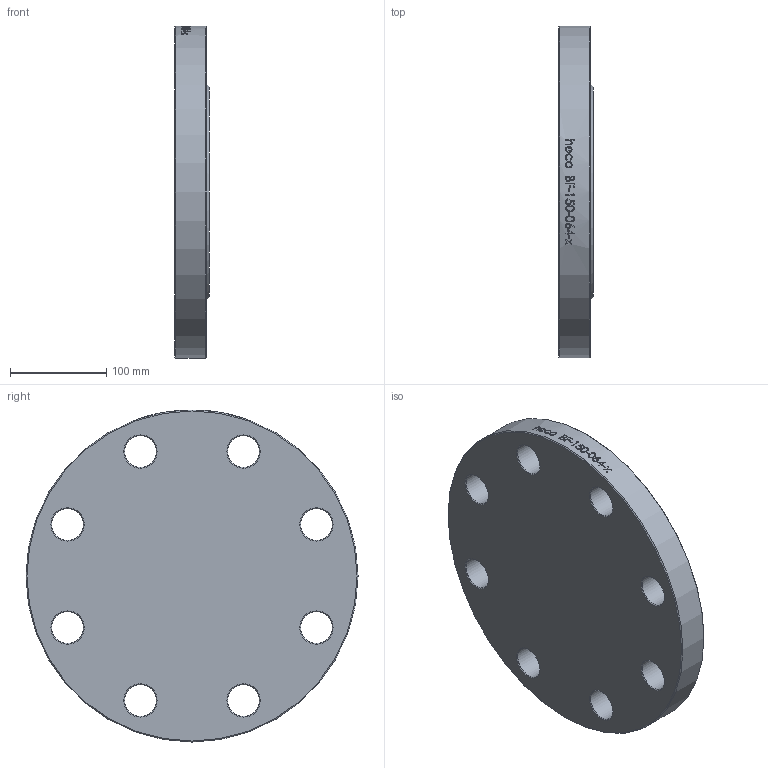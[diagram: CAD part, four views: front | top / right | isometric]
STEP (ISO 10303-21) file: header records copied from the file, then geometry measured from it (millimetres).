
FILE_DESCRIPTION (( 'STEP AP214' ), '1' );
FILE_NAME ('BF-150-064-x Blindflansch PN64 DIN2527 EN1092 2103.STEP', '2021-03-10T10:49:14', ( '' ), ( '' ), 'SwSTEP 2.0', 'SolidWorks 2019', '' );
FILE_SCHEMA (( 'AUTOMOTIVE_DESIGN' ));
Length unit declared in the file: millimetre
Products named in the file (1): BF-150-064-x Blindflansch PN64 DIN2527 EN1092 2103
Bounding box: 36 x 345 x 345 mm (x, y, z)
Volume: 2973657.2 mm3; surface area: 235260.7 mm2
Topology: 1 solids, 1 shells, 55 faces, 238 edges, 210 vertices
Faces by surface type: cylinder 33, cone 19, plane 3
Full cylindrical faces by diameter (mm): 33 x8, 345 x1
Entity records: 6086 total; most frequent: CARTESIAN_POINT 4059, ORIENTED_EDGE 402, DIRECTION 291, VERTEX_POINT 201, EDGE_CURVE 201, AXIS2_PLACEMENT_3D 132, EDGE_LOOP 124, B_SPLINE_CURVE_WITH_KNOTS 98
